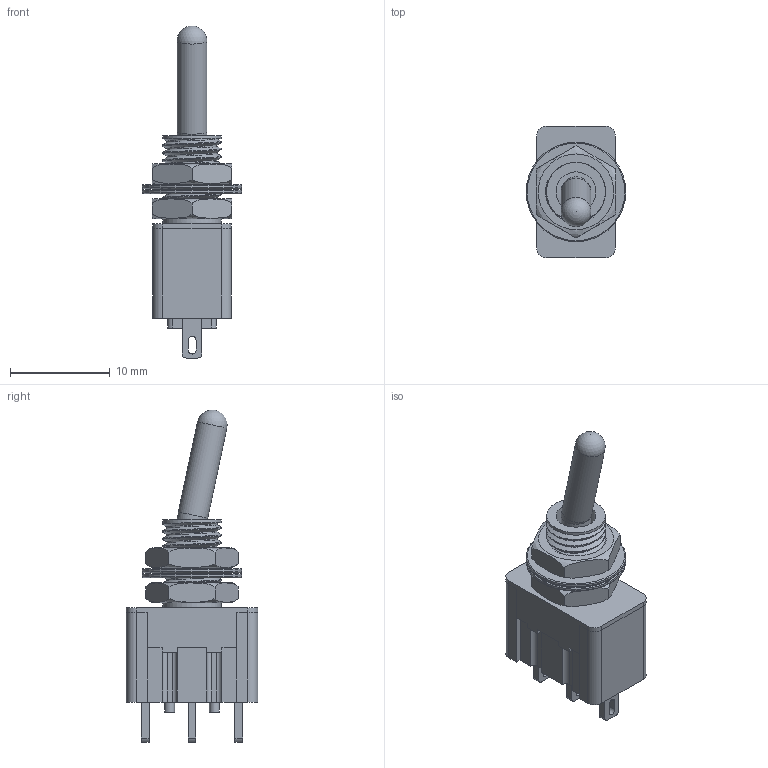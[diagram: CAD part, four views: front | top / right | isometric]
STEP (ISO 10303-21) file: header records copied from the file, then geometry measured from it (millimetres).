
FILE_DESCRIPTION(/* description */ (''),/* implementation_level */ '2;1');
FILE_NAME(/* name */ '3221 Panel Mount Switch.step',/* time_stamp */ '2018-09-27T09:13:34-04:00',/* author */ ('Adafruit'),/* organization */ (''),/* preprocessor_version */ 'ST-DEVELOPER v17.2',/* originating_system */ 'Autodesk Translation Framework v7.6.0.251',/* authorisation */ '');
FILE_SCHEMA (('AUTOMOTIVE_DESIGN { 1 0 10303 214 3 1 1 }'));
Length unit declared in the file: millimetre
Products named in the file (1): 3221 Mini Panel Mount Switch
Bounding box: 10 x 13.2 x 33.33 mm (x, y, z)
Volume: 1383.4 mm3; surface area: 2223.1 mm2
Topology: 10 solids, 10 shells, 219 faces, 559 edges, 363 vertices
Faces by surface type: plane 115, cylinder 88, bspline 11, torus 4, sphere 1
Full cylindrical faces by diameter (mm): 3 x2, 4 x1, 5.048 x11, 5.283 x4, 5.908 x12, 6.12 x6, 6.4 x2, 10 x2
Entity records: 10350 total; most frequent: CARTESIAN_POINT 5148, ORIENTED_EDGE 1116, DIRECTION 983, EDGE_CURVE 558, VERTEX_POINT 363, AXIS2_PLACEMENT_3D 334, LINE 315, VECTOR 315
